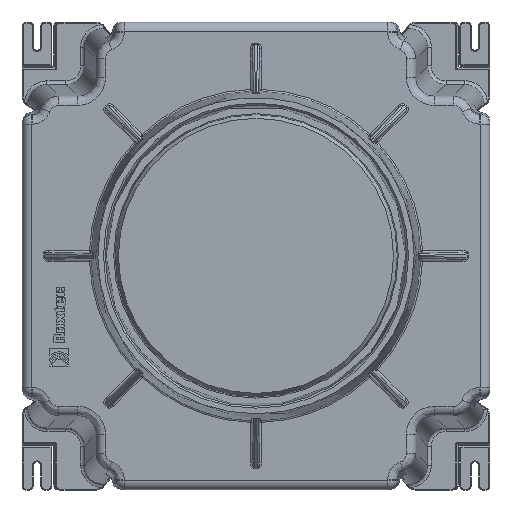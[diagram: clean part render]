
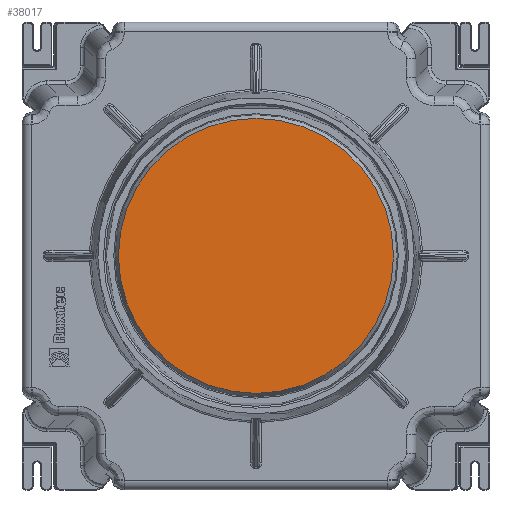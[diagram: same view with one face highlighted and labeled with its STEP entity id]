
A CAD part, top view. The second image highlights one B-rep face of the part: STEP entity #38017.
In plain terms, the highlighted planar face has unit normal (0, 0, 1).
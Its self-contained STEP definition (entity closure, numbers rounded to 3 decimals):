
#38001=CARTESIAN_POINT('',(0.0,-36.75,-2.));
#38002=DIRECTION('',(0.0,0.0,1.0));
#38003=DIRECTION('',(1.0,0.0,0.0));
#38004=AXIS2_PLACEMENT_3D('',#38001,#38002,#38003);
#38005=PLANE('',#38004);
#38006=CARTESIAN_POINT('',(0.0,-73.5,-2.));
#38007=VERTEX_POINT('',#38006);
#38008=CARTESIAN_POINT('',(0.0,0.0,-2.));
#38009=DIRECTION('',(0.0,0.0,1.0));
#38010=DIRECTION('',(0.0,-1.0,0.0));
#38011=AXIS2_PLACEMENT_3D('',#38008,#38009,#38010);
#38012=CIRCLE('',#38011,73.5);
#38013=EDGE_CURVE('',#38007,#38007,#38012,.T.);
#38014=ORIENTED_EDGE('',*,*,#38013,.T.);
#38015=EDGE_LOOP('',(#38014));
#38016=FACE_OUTER_BOUND('',#38015,.T.);
#38017=ADVANCED_FACE('',(#38016),#38005,.T.);
